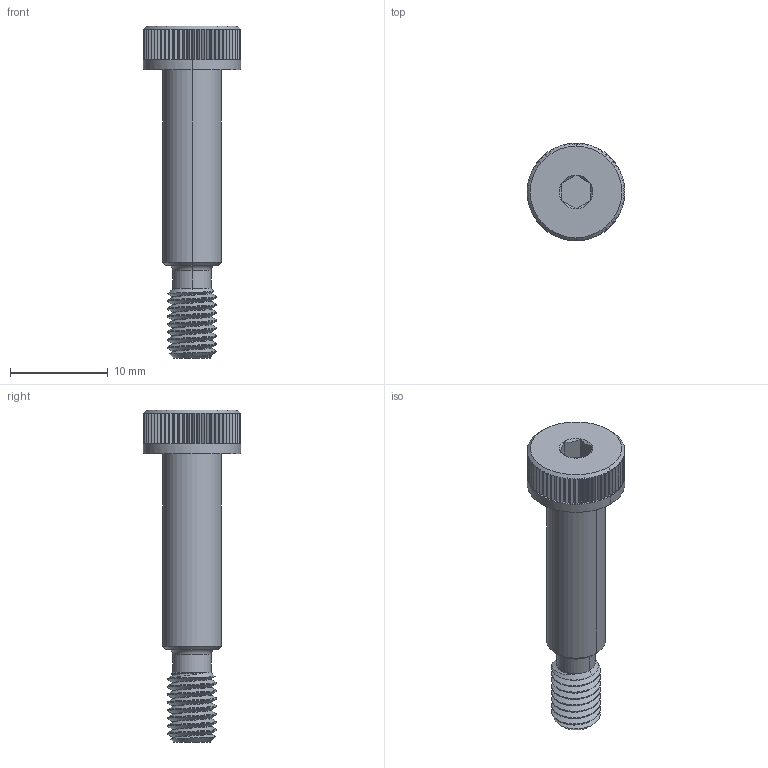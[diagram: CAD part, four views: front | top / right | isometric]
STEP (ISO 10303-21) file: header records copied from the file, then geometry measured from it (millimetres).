
FILE_DESCRIPTION (( 'STEP AP203' ), '1' );
FILE_NAME ('90265A144.step', '2013-11-21T20:07:59', ( 'Admin' ), ( 'Microsoft' ), 'SwSTEP 2.0', 'SolidWorks 2012', '' );
FILE_SCHEMA (( 'CONFIG_CONTROL_DESIGN' ));
Length unit declared in the file: millimetre
Products named in the file (1): 90265A144
Bounding box: 10 x 10 x 34 mm (x, y, z)
Volume: 1026.3 mm3; surface area: 930.9 mm2
Topology: 1 solids, 1 shells, 353 faces, 786 edges, 438 vertices
Faces by surface type: plane 251, cylinder 82, cone 15, bspline 3, torus 2
Entity records: 11390 total; most frequent: CARTESIAN_POINT 3550, DIRECTION 1710, ORIENTED_EDGE 1572, EDGE_CURVE 786, AXIS2_PLACEMENT_3D 624, VECTOR 462, LINE 462, VERTEX_POINT 438
